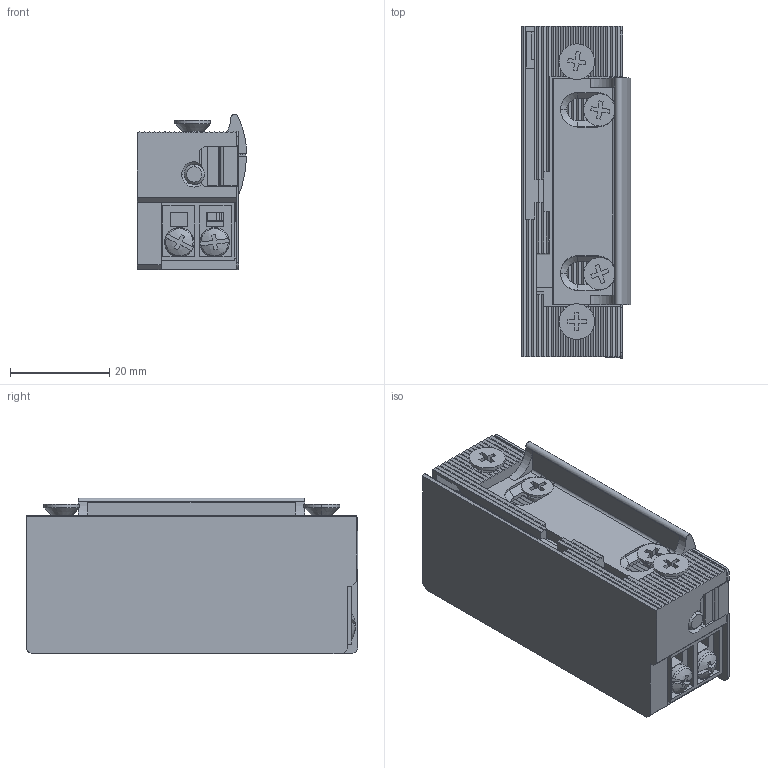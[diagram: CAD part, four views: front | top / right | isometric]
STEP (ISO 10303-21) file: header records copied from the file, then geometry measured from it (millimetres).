
FILE_DESCRIPTION (( 'STEP AP214' ), '1' );
FILE_NAME ('SE1_STPALL.STEP', '2024-06-18T08:44:09', ( '' ), ( '' ), 'SwSTEP 2.0', 'SolidWorks 2020', '' );
FILE_SCHEMA (( 'AUTOMOTIVE_DESIGN' ));
Length unit declared in the file: millimetre
Products named in the file (10): ENVIABLE_20064; 1212099 CAJA NUEVA 54 ABDF Z_ENVIABLE_radios mecanizado; ENVIABLE_P0803006; ENVIABLE_M3x5 Regleta; ENVIABLE_M4X8; ENVIABLE_P0803005_Sin Agujero; ENVIABLE_18067; ENVIABLE_M4X8_pestillo; SE1_STPALL; AXIS
Assembly tree (12 placements, depth 2):
  SE1_STPALL
    ENVIABLE_P0803006
    ENVIABLE_18067
    ENVIABLE_20064
    ENVIABLE_M4X8_pestillo  x2
    ENVIABLE_M4X8  x2
    ENVIABLE_M3x5 Regleta  x2
    1212099 CAJA NUEVA 54 ABDF Z_ENVIABLE_radios mecanizado
    ENVIABLE_P0803005_Sin Agujero
    AXIS
Bounding box: 22.08 x 67 x 31.48 mm (x, y, z)
Volume: 6389.3 mm3; surface area: 20078.4 mm2
Topology: 12 solids, 13 shells, 788 faces, 2036 edges, 1285 vertices
Faces by surface type: plane 600, cylinder 131, bspline 29, cone 28
Entity records: 30806 total; most frequent: CARTESIAN_POINT 5348, ORIENTED_EDGE 3738, DIRECTION 3329, EDGE_CURVE 1870, LINE 1437, VECTOR 1437, VERTEX_POINT 1179, AXIS2_PLACEMENT_3D 946
